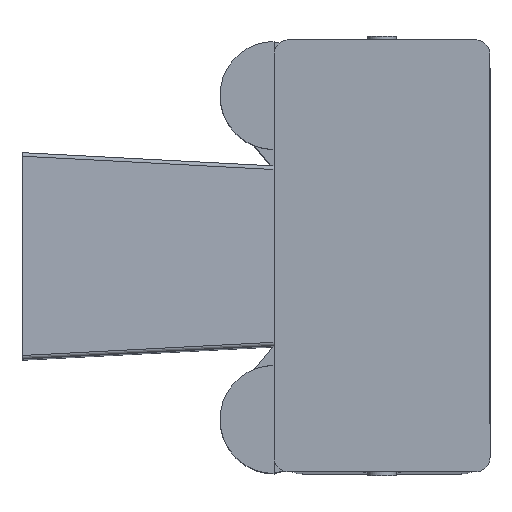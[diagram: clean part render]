
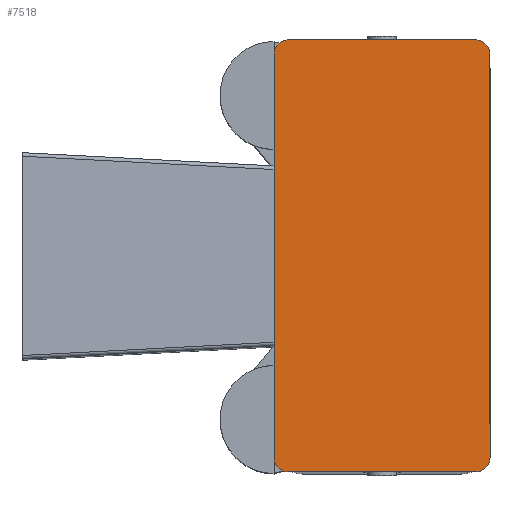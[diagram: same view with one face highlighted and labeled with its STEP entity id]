
A CAD part, top view. The second image highlights one B-rep face of the part: STEP entity #7518.
In plain terms, the highlighted face is planar.
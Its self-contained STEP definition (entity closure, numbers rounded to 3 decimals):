
#870=FACE_OUTER_BOUND('',#1318,.T.);
#1318=EDGE_LOOP('',(#6217,#6218,#6219,#6220,#6221,#6222,#6223,#6224));
#1577=CIRCLE('',#8135,4.);
#1578=CIRCLE('',#8138,4.);
#1579=CIRCLE('',#8141,4.);
#1580=CIRCLE('',#8144,4.);
#2031=LINE('',#12605,#2800);
#2035=LINE('',#12614,#2804);
#2038=LINE('',#12622,#2807);
#2041=LINE('',#12630,#2810);
#2800=VECTOR('',#9387,10.);
#2804=VECTOR('',#9397,10.);
#2807=VECTOR('',#9406,10.);
#2810=VECTOR('',#9415,10.);
#3597=VERTEX_POINT('',#12603);
#3598=VERTEX_POINT('',#12604);
#3599=VERTEX_POINT('',#12609);
#3600=VERTEX_POINT('',#12613);
#3601=VERTEX_POINT('',#12617);
#3602=VERTEX_POINT('',#12621);
#3603=VERTEX_POINT('',#12625);
#3604=VERTEX_POINT('',#12629);
#4492=EDGE_CURVE('',#3597,#3598,#2031,.T.);
#4495=EDGE_CURVE('',#3598,#3599,#1577,.T.);
#4497=EDGE_CURVE('',#3599,#3600,#2035,.T.);
#4499=EDGE_CURVE('',#3600,#3601,#1578,.T.);
#4501=EDGE_CURVE('',#3601,#3602,#2038,.T.);
#4503=EDGE_CURVE('',#3602,#3603,#1579,.T.);
#4505=EDGE_CURVE('',#3603,#3604,#2041,.T.);
#4507=EDGE_CURVE('',#3604,#3597,#1580,.T.);
#6217=ORIENTED_EDGE('',*,*,#4492,.F.);
#6218=ORIENTED_EDGE('',*,*,#4507,.F.);
#6219=ORIENTED_EDGE('',*,*,#4505,.F.);
#6220=ORIENTED_EDGE('',*,*,#4503,.F.);
#6221=ORIENTED_EDGE('',*,*,#4501,.F.);
#6222=ORIENTED_EDGE('',*,*,#4499,.F.);
#6223=ORIENTED_EDGE('',*,*,#4497,.F.);
#6224=ORIENTED_EDGE('',*,*,#4495,.F.);
#7116=PLANE('',#8145);
#7518=ADVANCED_FACE('',(#870),#7116,.F.);
#8135=AXIS2_PLACEMENT_3D('',#12610,#9392,#9393);
#8138=AXIS2_PLACEMENT_3D('',#12618,#9401,#9402);
#8141=AXIS2_PLACEMENT_3D('',#12626,#9410,#9411);
#8144=AXIS2_PLACEMENT_3D('',#12633,#9419,#9420);
#8145=AXIS2_PLACEMENT_3D('',#12634,#9421,#9422);
#9387=DIRECTION('',(1.,0.,0.));
#9392=DIRECTION('center_axis',(0.,1.,0.));
#9393=DIRECTION('ref_axis',(1.,0.,0.));
#9397=DIRECTION('',(0.,0.,-1.));
#9401=DIRECTION('center_axis',(0.,1.,0.));
#9402=DIRECTION('ref_axis',(0.,0.,-1.));
#9406=DIRECTION('',(-1.,0.,0.));
#9410=DIRECTION('center_axis',(0.,1.,0.));
#9411=DIRECTION('ref_axis',(-1.,0.,0.));
#9415=DIRECTION('',(0.,0.,1.));
#9419=DIRECTION('center_axis',(0.,1.,0.));
#9420=DIRECTION('ref_axis',(0.,0.,1.));
#9421=DIRECTION('center_axis',(0.,1.,0.));
#9422=DIRECTION('ref_axis',(0.,0.,1.));
#12603=CARTESIAN_POINT('',(5.909,-15.296,36.458));
#12604=CARTESIAN_POINT('',(117.909,-15.296,36.458));
#12605=CARTESIAN_POINT('',(117.909,-15.296,36.458));
#12609=CARTESIAN_POINT('',(121.909,-15.296,32.458));
#12610=CARTESIAN_POINT('Origin',(117.909,-15.296,32.458));
#12613=CARTESIAN_POINT('',(121.909,-15.296,-19.542));
#12614=CARTESIAN_POINT('',(121.909,-15.296,-19.542));
#12617=CARTESIAN_POINT('',(117.909,-15.296,-23.542));
#12618=CARTESIAN_POINT('Origin',(117.909,-15.296,-19.542));
#12621=CARTESIAN_POINT('',(5.909,-15.296,-23.542));
#12622=CARTESIAN_POINT('',(5.909,-15.296,-23.542));
#12625=CARTESIAN_POINT('',(1.909,-15.296,-19.542));
#12626=CARTESIAN_POINT('Origin',(5.909,-15.296,-19.542));
#12629=CARTESIAN_POINT('',(1.909,-15.296,32.458));
#12630=CARTESIAN_POINT('',(1.909,-15.296,32.458));
#12633=CARTESIAN_POINT('Origin',(5.909,-15.296,32.458));
#12634=CARTESIAN_POINT('Origin',(61.909,-15.296,6.458));
